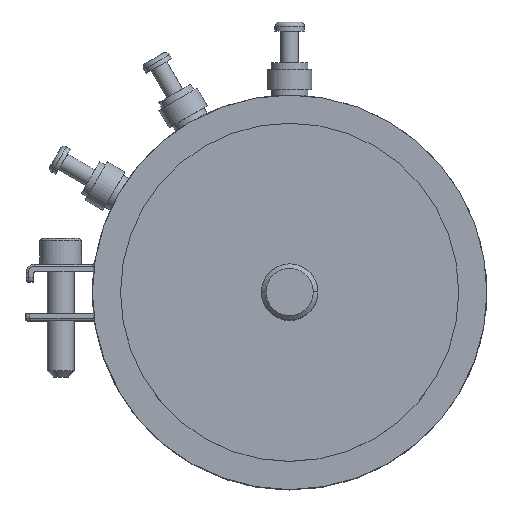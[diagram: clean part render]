
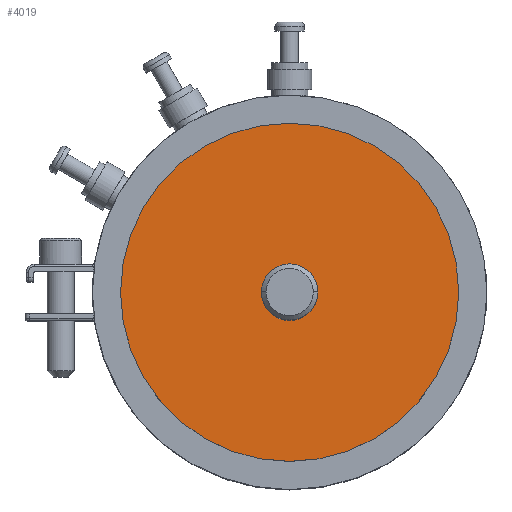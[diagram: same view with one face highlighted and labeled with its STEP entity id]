
A CAD part, top view. The second image highlights one B-rep face of the part: STEP entity #4019.
In plain terms, the highlighted planar face has unit normal (0, 0, 1).
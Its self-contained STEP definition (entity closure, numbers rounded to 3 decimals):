
#1629=CARTESIAN_POINT('',(0.,0.,0.));
#1630=DIRECTION('',(0.,0.,-1.));
#1631=DIRECTION('',(0.,-1.,0.));
#1632=AXIS2_PLACEMENT_3D('',#1629,#1630,#1631);
#1634=CARTESIAN_POINT('',(0.,0.,0.));
#1635=DIRECTION('',(0.,0.,1.));
#1636=DIRECTION('',(0.,-1.,0.));
#1637=AXIS2_PLACEMENT_3D('',#1634,#1635,#1636);
#1639=CARTESIAN_POINT('',(0.,0.,0.));
#1640=DIRECTION('',(0.,0.,1.));
#1641=DIRECTION('',(1.,0.,0.));
#1642=AXIS2_PLACEMENT_3D('',#1639,#1640,#1641);
#1644=CARTESIAN_POINT('',(0.,0.,0.));
#1645=DIRECTION('',(0.,0.,1.));
#1646=DIRECTION('',(-1.,0.,0.));
#1647=AXIS2_PLACEMENT_3D('',#1644,#1645,#1646);
#1713=CARTESIAN_POINT('',(0.,-9.525,0.));
#1715=VERTEX_POINT('',#1713);
#1725=CARTESIAN_POINT('',(0.,9.525,0.));
#1727=VERTEX_POINT('',#1725);
#1782=CARTESIAN_POINT('',(1.585,0.,0.));
#1783=CARTESIAN_POINT('',(-1.585,0.,0.));
#1784=VERTEX_POINT('',#1782);
#1785=VERTEX_POINT('',#1783);
#4004=CARTESIAN_POINT('',(0.,0.,0.));
#4005=DIRECTION('',(0.,0.,1.));
#4006=DIRECTION('',(0.,1.,0.));
#4007=AXIS2_PLACEMENT_3D('',#4004,#4005,#4006);
#4008=PLANE('',#4007);
#4009=ORIENTED_EDGE('',*,*,#3997,.F.);
#4010=ORIENTED_EDGE('',*,*,#3986,.T.);
#4011=EDGE_LOOP('',(#4009,#4010));
#4012=FACE_OUTER_BOUND('',#4011,.F.);
#4014=ORIENTED_EDGE('',*,*,#4013,.T.);
#4016=ORIENTED_EDGE('',*,*,#4015,.T.);
#4017=EDGE_LOOP('',(#4014,#4016));
#4018=FACE_BOUND('',#4017,.F.);
#1633=CIRCLE('',#1632,9.525);
#1638=CIRCLE('',#1637,9.525);
#1643=CIRCLE('',#1642,1.585);
#1648=CIRCLE('',#1647,1.585);
#3986=EDGE_CURVE('',#1715,#1727,#1633,.T.);
#3997=EDGE_CURVE('',#1715,#1727,#1638,.T.);
#4013=EDGE_CURVE('',#1784,#1785,#1643,.T.);
#4015=EDGE_CURVE('',#1785,#1784,#1648,.T.);
#4019=ADVANCED_FACE('',(#4012,#4018),#4008,.T.);
